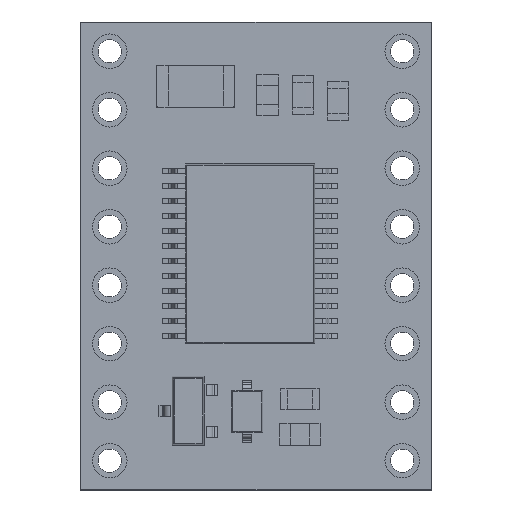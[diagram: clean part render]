
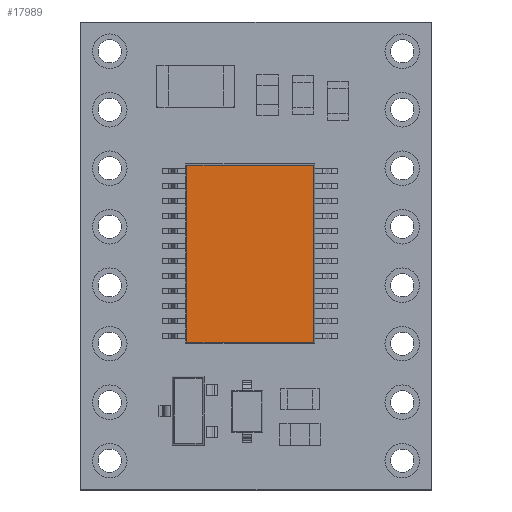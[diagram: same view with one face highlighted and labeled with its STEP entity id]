
A CAD part, top view. The second image highlights one B-rep face of the part: STEP entity #17989.
In plain terms, the highlighted planar face has unit normal (0, 0, 1).
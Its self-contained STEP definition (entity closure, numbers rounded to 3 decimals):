
#1150=PLANE('',#19006);
#2891=FACE_OUTER_BOUND('',#3900,.T.);
#3900=EDGE_LOOP('',(#16618,#16619,#16620,#16621));
#5630=LINE('',#34802,#7459);
#5646=LINE('',#34822,#7475);
#5648=LINE('',#34826,#7477);
#5654=LINE('',#34836,#7483);
#7459=VECTOR('',#22592,1000.);
#7475=VECTOR('',#22610,1000.);
#7477=VECTOR('',#22614,1000.);
#7483=VECTOR('',#22626,1000.);
#9469=VERTEX_POINT('',#34798);
#9471=VERTEX_POINT('',#34801);
#9473=VERTEX_POINT('',#34819);
#9475=VERTEX_POINT('',#34825);
#11836=EDGE_CURVE('',#9471,#9469,#5630,.T.);
#11852=EDGE_CURVE('',#9469,#9473,#5646,.T.);
#11854=EDGE_CURVE('',#9475,#9471,#5648,.T.);
#11860=EDGE_CURVE('',#9473,#9475,#5654,.T.);
#16618=ORIENTED_EDGE('',*,*,#11852,.T.);
#16619=ORIENTED_EDGE('',*,*,#11860,.T.);
#16620=ORIENTED_EDGE('',*,*,#11854,.T.);
#16621=ORIENTED_EDGE('',*,*,#11836,.T.);
#17989=ADVANCED_FACE('',(#2891),#1150,.F.);
#19006=AXIS2_PLACEMENT_3D('',#34853,#22645,#22646);
#22592=DIRECTION('',(0.,1.,0.));
#22610=DIRECTION('',(-1.,0.,0.));
#22614=DIRECTION('',(1.,0.,0.));
#22626=DIRECTION('',(0.,-1.,0.));
#22645=DIRECTION('center_axis',(0.,0.,-1.));
#22646=DIRECTION('ref_axis',(0.,1.,0.));
#34798=CARTESIAN_POINT('',(10.116,14.108,2.316));
#34801=CARTESIAN_POINT('',(10.116,6.413,2.316));
#34802=CARTESIAN_POINT('',(10.116,10.161,2.316));
#34819=CARTESIAN_POINT('',(4.621,14.108,2.316));
#34822=CARTESIAN_POINT('',(7.368,14.108,2.316));
#34825=CARTESIAN_POINT('',(4.621,6.413,2.316));
#34826=CARTESIAN_POINT('',(7.368,6.413,2.316));
#34836=CARTESIAN_POINT('',(4.621,10.161,2.316));
#34853=CARTESIAN_POINT('Origin',(7.368,10.161,2.316));
